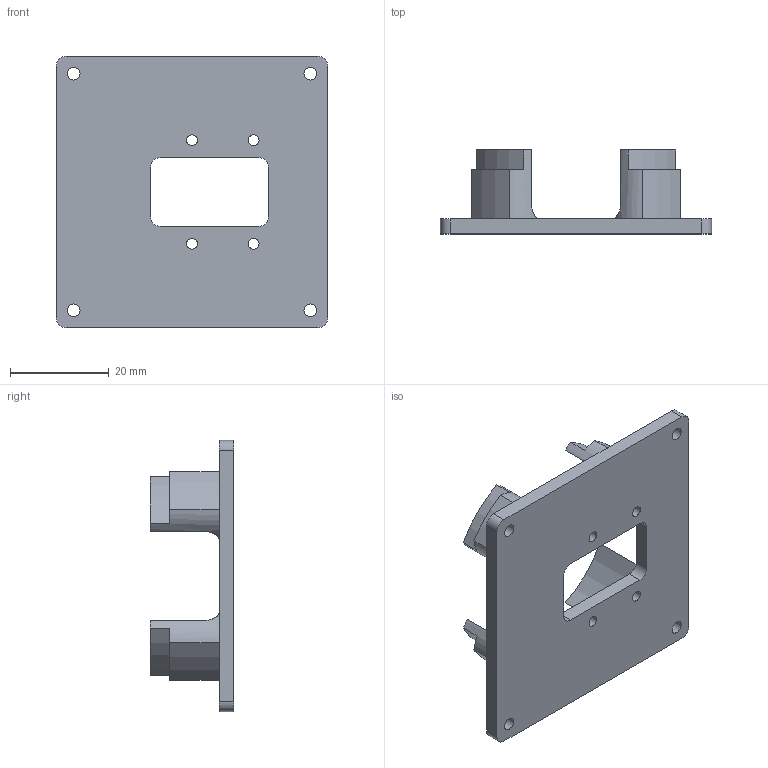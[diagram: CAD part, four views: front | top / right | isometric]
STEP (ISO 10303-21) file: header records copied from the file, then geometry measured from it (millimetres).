
FILE_DESCRIPTION(/* description */ (''),/* implementation_level */ '2;1');
FILE_NAME(/* name */ 'PiCameraMount.stp',/* time_stamp */ '2024-03-02T15:03:18+09:00',/* author */ ('Hanaoka'),/* organization */ (''),/* preprocessor_version */ 'ST-DEVELOPER v20',/* originating_system */ 'Autodesk Inventor 2024',/* authorisation */ '');
FILE_SCHEMA (('AUTOMOTIVE_DESIGN { 1 0 10303 214 3 1 1 }'));
Length unit declared in the file: millimetre
Products named in the file (1): PiCameraMount
Bounding box: 55 x 17 x 55 mm (x, y, z)
Volume: 10647.5 mm3; surface area: 8220.5 mm2
Topology: 1 solids, 1 shells, 58 faces, 156 edges, 104 vertices
Faces by surface type: cylinder 36, plane 18, torus 4
Full cylindrical faces by diameter (mm): 2.2 x4, 2.6 x4
Entity records: 2015 total; most frequent: CARTESIAN_POINT 407, DIRECTION 350, ORIENTED_EDGE 312, EDGE_CURVE 156, AXIS2_PLACEMENT_3D 143, VERTEX_POINT 104, CIRCLE 84, EDGE_LOOP 80
